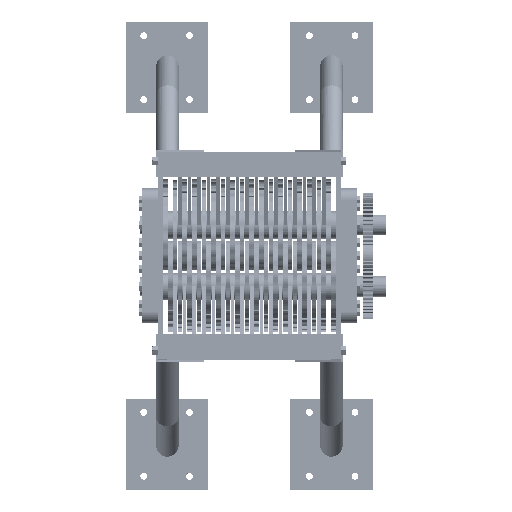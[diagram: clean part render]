
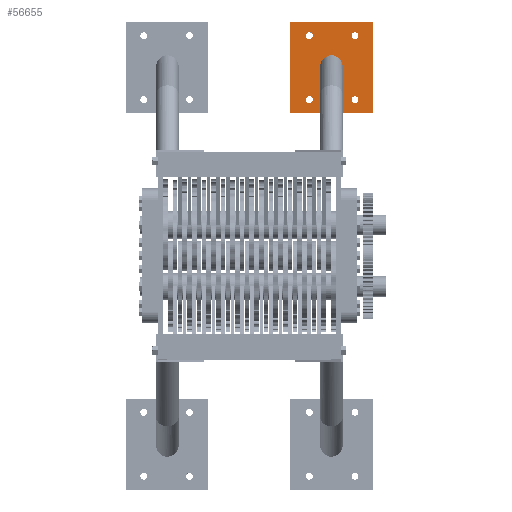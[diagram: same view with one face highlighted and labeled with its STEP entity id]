
A CAD part, top view. The second image highlights one B-rep face of the part: STEP entity #56655.
In plain terms, the highlighted planar face has unit normal (0, 0, 1).
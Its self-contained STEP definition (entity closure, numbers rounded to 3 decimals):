
#56187=CARTESIAN_POINT('Line Origine',(208.479,580.,-435.)) ;
#56191=CARTESIAN_POINT('Vertex',(298.479,580.,-435.)) ;
#56193=CARTESIAN_POINT('Vertex',(118.479,580.,-435.)) ;
#56227=CARTESIAN_POINT('Line Origine',(298.479,480.,-435.)) ;
#56231=CARTESIAN_POINT('Vertex',(298.479,380.,-435.)) ;
#56358=CARTESIAN_POINT('Vertex',(152.5,410.,-435.)) ;
#56361=CARTESIAN_POINT('Axis2P3D Location',(160.,410.,-435.)) ;
#56365=CARTESIAN_POINT('Vertex',(167.5,410.,-435.)) ;
#56380=CARTESIAN_POINT('Axis2P3D Location',(160.,410.,-435.)) ;
#56401=CARTESIAN_POINT('Vertex',(252.5,410.,-435.)) ;
#56404=CARTESIAN_POINT('Axis2P3D Location',(260.,410.,-435.)) ;
#56408=CARTESIAN_POINT('Vertex',(267.5,410.,-435.)) ;
#56423=CARTESIAN_POINT('Axis2P3D Location',(260.,410.,-435.)) ;
#56444=CARTESIAN_POINT('Vertex',(252.5,550.,-435.)) ;
#56447=CARTESIAN_POINT('Axis2P3D Location',(260.,550.,-435.)) ;
#56451=CARTESIAN_POINT('Vertex',(267.5,550.,-435.)) ;
#56466=CARTESIAN_POINT('Axis2P3D Location',(260.,550.,-435.)) ;
#56487=CARTESIAN_POINT('Vertex',(152.5,550.,-435.)) ;
#56490=CARTESIAN_POINT('Axis2P3D Location',(160.,550.,-435.)) ;
#56494=CARTESIAN_POINT('Vertex',(167.5,550.,-435.)) ;
#56509=CARTESIAN_POINT('Axis2P3D Location',(160.,550.,-435.)) ;
#56526=CARTESIAN_POINT('Line Origine',(208.479,380.,-435.)) ;
#56530=CARTESIAN_POINT('Vertex',(118.479,380.,-435.)) ;
#56550=CARTESIAN_POINT('Line Origine',(118.479,480.,-435.)) ;
#56562=CARTESIAN_POINT('Axis2P3D Location',(208.479,580.,-435.)) ;
#56574=CARTESIAN_POINT('Control Point',(233.479,480.505,-435.)) ;
#56575=CARTESIAN_POINT('Control Point',(233.479,478.082,-435.)) ;
#56576=CARTESIAN_POINT('Control Point',(233.22,475.659,-435.)) ;
#56577=CARTESIAN_POINT('Control Point',(232.701,473.273,-435.)) ;
#56578=CARTESIAN_POINT('Control Point',(231.286,469.041,-435.)) ;
#56579=CARTESIAN_POINT('Control Point',(229.055,465.186,-435.)) ;
#56580=CARTESIAN_POINT('Control Point',(227.881,463.537,-435.)) ;
#56581=CARTESIAN_POINT('Control Point',(225.287,460.549,-435.)) ;
#56582=CARTESIAN_POINT('Control Point',(222.173,458.111,-435.)) ;
#56583=CARTESIAN_POINT('Control Point',(220.539,457.069,-435.)) ;
#56584=CARTESIAN_POINT('Control Point',(217.142,455.348,-435.)) ;
#56585=CARTESIAN_POINT('Control Point',(213.475,454.324,-435.)) ;
#56586=CARTESIAN_POINT('Control Point',(211.627,454.,-435.)) ;
#56587=CARTESIAN_POINT('Control Point',(208.054,453.735,-435.)) ;
#56588=CARTESIAN_POINT('Control Point',(204.498,454.146,-435.)) ;
#56589=CARTESIAN_POINT('Control Point',(202.823,454.496,-435.)) ;
#56590=CARTESIAN_POINT('Control Point',(199.365,455.549,-435.)) ;
#56591=CARTESIAN_POINT('Control Point',(196.159,457.226,-435.)) ;
#56592=CARTESIAN_POINT('Control Point',(194.559,458.272,-435.)) ;
#56593=CARTESIAN_POINT('Control Point',(191.516,460.705,-435.)) ;
#56594=CARTESIAN_POINT('Control Point',(188.982,463.666,-435.)) ;
#56595=CARTESIAN_POINT('Control Point',(187.836,465.295,-435.)) ;
#56596=CARTESIAN_POINT('Control Point',(185.642,469.118,-435.)) ;
#56597=CARTESIAN_POINT('Control Point',(184.248,473.31,-435.)) ;
#56598=CARTESIAN_POINT('Control Point',(183.735,475.684,-435.)) ;
#56599=CARTESIAN_POINT('Control Point',(183.479,478.095,-435.)) ;
#56600=CARTESIAN_POINT('Control Point',(183.479,480.505,-435.)) ;
#56601=CARTESIAN_POINT('Vertex',(233.479,480.505,-435.)) ;
#56603=CARTESIAN_POINT('Vertex',(183.479,480.505,-435.)) ;
#56607=CARTESIAN_POINT('Control Point',(183.479,480.505,-435.)) ;
#56608=CARTESIAN_POINT('Control Point',(183.479,482.928,-435.)) ;
#56609=CARTESIAN_POINT('Control Point',(183.738,485.351,-435.)) ;
#56610=CARTESIAN_POINT('Control Point',(184.256,487.737,-435.)) ;
#56611=CARTESIAN_POINT('Control Point',(185.671,491.969,-435.)) ;
#56612=CARTESIAN_POINT('Control Point',(187.903,495.824,-435.)) ;
#56613=CARTESIAN_POINT('Control Point',(189.077,497.473,-435.)) ;
#56614=CARTESIAN_POINT('Control Point',(191.67,500.461,-435.)) ;
#56615=CARTESIAN_POINT('Control Point',(194.784,502.899,-435.)) ;
#56616=CARTESIAN_POINT('Control Point',(196.418,503.941,-435.)) ;
#56617=CARTESIAN_POINT('Control Point',(199.816,505.662,-435.)) ;
#56618=CARTESIAN_POINT('Control Point',(203.483,506.686,-435.)) ;
#56619=CARTESIAN_POINT('Control Point',(205.33,507.01,-435.)) ;
#56620=CARTESIAN_POINT('Control Point',(208.904,507.275,-435.)) ;
#56621=CARTESIAN_POINT('Control Point',(212.46,506.864,-435.)) ;
#56622=CARTESIAN_POINT('Control Point',(214.135,506.514,-435.)) ;
#56623=CARTESIAN_POINT('Control Point',(217.593,505.461,-435.)) ;
#56624=CARTESIAN_POINT('Control Point',(220.799,503.784,-435.)) ;
#56625=CARTESIAN_POINT('Control Point',(222.398,502.738,-435.)) ;
#56626=CARTESIAN_POINT('Control Point',(225.441,500.305,-435.)) ;
#56627=CARTESIAN_POINT('Control Point',(227.975,497.344,-435.)) ;
#56628=CARTESIAN_POINT('Control Point',(229.121,495.715,-435.)) ;
#56629=CARTESIAN_POINT('Control Point',(231.315,491.891,-435.)) ;
#56630=CARTESIAN_POINT('Control Point',(232.709,487.7,-435.)) ;
#56631=CARTESIAN_POINT('Control Point',(233.222,485.326,-435.)) ;
#56632=CARTESIAN_POINT('Control Point',(233.479,482.915,-435.)) ;
#56633=CARTESIAN_POINT('Control Point',(233.479,480.505,-435.)) ;
#56188=DIRECTION('Vector Direction',(-1.,0.,0.)) ;
#56228=DIRECTION('Vector Direction',(0.,-1.,0.)) ;
#56362=DIRECTION('Axis2P3D Direction',(0.,0.,1.)) ;
#56381=DIRECTION('Axis2P3D Direction',(0.,0.,1.)) ;
#56405=DIRECTION('Axis2P3D Direction',(0.,0.,1.)) ;
#56424=DIRECTION('Axis2P3D Direction',(0.,0.,1.)) ;
#56448=DIRECTION('Axis2P3D Direction',(0.,0.,1.)) ;
#56467=DIRECTION('Axis2P3D Direction',(0.,0.,1.)) ;
#56491=DIRECTION('Axis2P3D Direction',(0.,0.,1.)) ;
#56510=DIRECTION('Axis2P3D Direction',(0.,0.,1.)) ;
#56527=DIRECTION('Vector Direction',(-1.,0.,0.)) ;
#56551=DIRECTION('Vector Direction',(0.,-1.,0.)) ;
#56563=DIRECTION('Axis2P3D Direction',(-0.,-0.,-1.)) ;
#56564=DIRECTION('Axis2P3D XDirection',(0.,-1.,0.)) ;
#56363=AXIS2_PLACEMENT_3D('Circle Axis2P3D',#56361,#56362,$) ;
#56382=AXIS2_PLACEMENT_3D('Circle Axis2P3D',#56380,#56381,$) ;
#56406=AXIS2_PLACEMENT_3D('Circle Axis2P3D',#56404,#56405,$) ;
#56425=AXIS2_PLACEMENT_3D('Circle Axis2P3D',#56423,#56424,$) ;
#56449=AXIS2_PLACEMENT_3D('Circle Axis2P3D',#56447,#56448,$) ;
#56468=AXIS2_PLACEMENT_3D('Circle Axis2P3D',#56466,#56467,$) ;
#56492=AXIS2_PLACEMENT_3D('Circle Axis2P3D',#56490,#56491,$) ;
#56511=AXIS2_PLACEMENT_3D('Circle Axis2P3D',#56509,#56510,$) ;
#56565=AXIS2_PLACEMENT_3D('Plane Axis2P3D',#56562,#56563,#56564) ;
#56568=ORIENTED_EDGE('',*,*,#56532,.F.) ;
#56569=ORIENTED_EDGE('',*,*,#56233,.T.) ;
#56570=ORIENTED_EDGE('',*,*,#56195,.T.) ;
#56571=ORIENTED_EDGE('',*,*,#56554,.F.) ;
#56636=ORIENTED_EDGE('',*,*,#56605,.T.) ;
#56637=ORIENTED_EDGE('',*,*,#56634,.T.) ;
#56640=ORIENTED_EDGE('',*,*,#56496,.F.) ;
#56641=ORIENTED_EDGE('',*,*,#56513,.F.) ;
#56644=ORIENTED_EDGE('',*,*,#56453,.F.) ;
#56645=ORIENTED_EDGE('',*,*,#56470,.F.) ;
#56648=ORIENTED_EDGE('',*,*,#56410,.F.) ;
#56649=ORIENTED_EDGE('',*,*,#56427,.F.) ;
#56652=ORIENTED_EDGE('',*,*,#56367,.F.) ;
#56653=ORIENTED_EDGE('',*,*,#56384,.F.) ;
#56638=FACE_BOUND('',#56635,.T.) ;
#56642=FACE_BOUND('',#56639,.T.) ;
#56646=FACE_BOUND('',#56643,.T.) ;
#56650=FACE_BOUND('',#56647,.T.) ;
#56654=FACE_BOUND('',#56651,.T.) ;
#56189=VECTOR('Line Direction',#56188,1.) ;
#56229=VECTOR('Line Direction',#56228,1.) ;
#56528=VECTOR('Line Direction',#56527,1.) ;
#56552=VECTOR('Line Direction',#56551,1.) ;
#56655=ADVANCED_FACE('PartBody',(#56572,#56638,#56642,#56646,#56650,#56654),#56566,.F.) ;
#56573=B_SPLINE_CURVE_WITH_KNOTS('',5,(#56574,#56575,#56576,#56577,#56578,#56579,#56580,#56581,#56582,#56583,#56584,#56585,#56586,#56587,#56588,#56589,#56590,#56591,#56592,#56593,#56594,#56595,#56596,#56597,#56598,#56599,#56600),.UNSPECIFIED.,.F.,.U.,(6,3,3,3,3,3,3,3,6),(0.,17.132,31.361,44.976,58.155,70.188,83.617,97.618,114.662),.UNSPECIFIED.) ;
#56606=B_SPLINE_CURVE_WITH_KNOTS('',5,(#56607,#56608,#56609,#56610,#56611,#56612,#56613,#56614,#56615,#56616,#56617,#56618,#56619,#56620,#56621,#56622,#56623,#56624,#56625,#56626,#56627,#56628,#56629,#56630,#56631,#56632,#56633),.UNSPECIFIED.,.F.,.U.,(6,3,3,3,3,3,3,3,6),(0.,17.132,31.361,44.976,58.155,70.188,83.617,97.618,114.662),.UNSPECIFIED.) ;
#56364=CIRCLE('generated circle',#56363,7.5) ;
#56383=CIRCLE('generated circle',#56382,7.5) ;
#56407=CIRCLE('generated circle',#56406,7.5) ;
#56426=CIRCLE('generated circle',#56425,7.5) ;
#56450=CIRCLE('generated circle',#56449,7.5) ;
#56469=CIRCLE('generated circle',#56468,7.5) ;
#56493=CIRCLE('generated circle',#56492,7.5) ;
#56512=CIRCLE('generated circle',#56511,7.5) ;
#56195=EDGE_CURVE('',#56192,#56194,#56190,.T.) ;
#56233=EDGE_CURVE('',#56232,#56192,#56230,.F.) ;
#56367=EDGE_CURVE('',#56359,#56366,#56364,.T.) ;
#56384=EDGE_CURVE('',#56366,#56359,#56383,.T.) ;
#56410=EDGE_CURVE('',#56402,#56409,#56407,.T.) ;
#56427=EDGE_CURVE('',#56409,#56402,#56426,.T.) ;
#56453=EDGE_CURVE('',#56445,#56452,#56450,.T.) ;
#56470=EDGE_CURVE('',#56452,#56445,#56469,.T.) ;
#56496=EDGE_CURVE('',#56488,#56495,#56493,.T.) ;
#56513=EDGE_CURVE('',#56495,#56488,#56512,.T.) ;
#56532=EDGE_CURVE('',#56232,#56531,#56529,.T.) ;
#56554=EDGE_CURVE('',#56531,#56194,#56553,.F.) ;
#56605=EDGE_CURVE('',#56602,#56604,#56573,.T.) ;
#56634=EDGE_CURVE('',#56604,#56602,#56606,.T.) ;
#56567=EDGE_LOOP('',(#56568,#56569,#56570,#56571)) ;
#56635=EDGE_LOOP('',(#56636,#56637)) ;
#56639=EDGE_LOOP('',(#56640,#56641)) ;
#56643=EDGE_LOOP('',(#56644,#56645)) ;
#56647=EDGE_LOOP('',(#56648,#56649)) ;
#56651=EDGE_LOOP('',(#56652,#56653)) ;
#56572=FACE_OUTER_BOUND('',#56567,.T.) ;
#56190=LINE('Line',#56187,#56189) ;
#56230=LINE('Line',#56227,#56229) ;
#56529=LINE('Line',#56526,#56528) ;
#56553=LINE('Line',#56550,#56552) ;
#56566=PLANE('',#56565) ;
#56192=VERTEX_POINT('',#56191) ;
#56194=VERTEX_POINT('',#56193) ;
#56232=VERTEX_POINT('',#56231) ;
#56359=VERTEX_POINT('',#56358) ;
#56366=VERTEX_POINT('',#56365) ;
#56402=VERTEX_POINT('',#56401) ;
#56409=VERTEX_POINT('',#56408) ;
#56445=VERTEX_POINT('',#56444) ;
#56452=VERTEX_POINT('',#56451) ;
#56488=VERTEX_POINT('',#56487) ;
#56495=VERTEX_POINT('',#56494) ;
#56531=VERTEX_POINT('',#56530) ;
#56602=VERTEX_POINT('',#56601) ;
#56604=VERTEX_POINT('',#56603) ;
